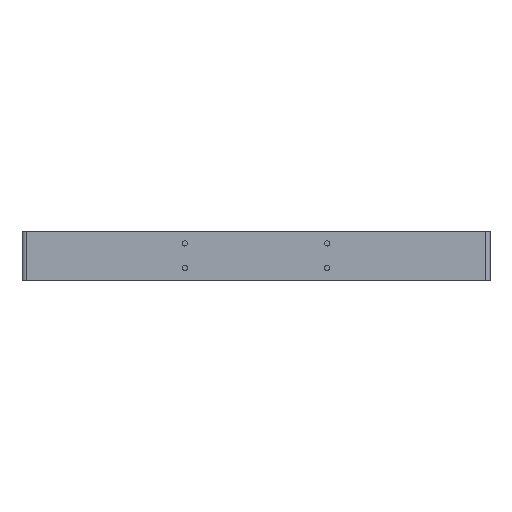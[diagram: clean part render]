
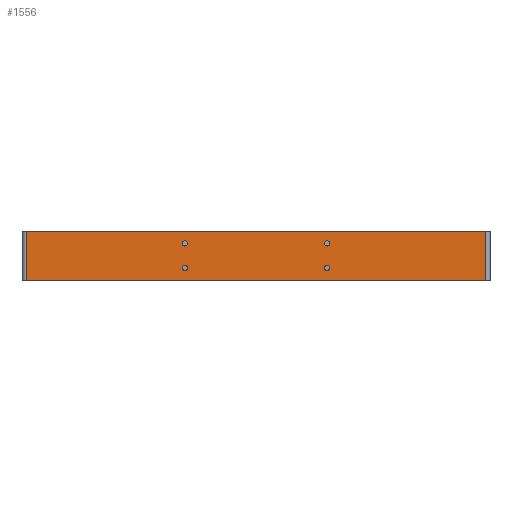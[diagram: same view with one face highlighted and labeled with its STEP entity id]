
A CAD part, top view. The second image highlights one B-rep face of the part: STEP entity #1556.
In plain terms, the highlighted planar face has unit normal (0, 0, 1).
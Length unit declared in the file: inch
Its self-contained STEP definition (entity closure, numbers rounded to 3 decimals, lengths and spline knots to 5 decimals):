
#81=LINE('',#2404,#211);
#87=LINE('',#2422,#217);
#90=LINE('',#2428,#220);
#91=LINE('',#2429,#221);
#211=VECTOR('',#1964,1.25);
#217=VECTOR('',#1988,11.727);
#220=VECTOR('',#1993,11.727);
#221=VECTOR('',#1994,1.25);
#327=PLANE('',#1696);
#395=FACE_BOUND('',#578,.T.);
#396=FACE_BOUND('',#579,.T.);
#397=FACE_BOUND('',#580,.T.);
#398=FACE_BOUND('',#581,.T.);
#458=FACE_OUTER_BOUND('',#577,.T.);
#577=EDGE_LOOP('',(#1175,#1176,#1177,#1178));
#578=EDGE_LOOP('',(#1179));
#579=EDGE_LOOP('',(#1180));
#580=EDGE_LOOP('',(#1181));
#581=EDGE_LOOP('',(#1182));
#672=CIRCLE('',#1648,0.068);
#674=CIRCLE('',#1651,0.068);
#676=CIRCLE('',#1654,0.068);
#678=CIRCLE('',#1657,0.068);
#734=VERTEX_POINT('',#2298);
#736=VERTEX_POINT('',#2303);
#738=VERTEX_POINT('',#2308);
#740=VERTEX_POINT('',#2313);
#765=VERTEX_POINT('',#2401);
#766=VERTEX_POINT('',#2403);
#769=VERTEX_POINT('',#2421);
#771=VERTEX_POINT('',#2427);
#860=EDGE_CURVE('',#734,#734,#672,.T.);
#862=EDGE_CURVE('',#736,#736,#674,.T.);
#864=EDGE_CURVE('',#738,#738,#676,.T.);
#866=EDGE_CURVE('',#740,#740,#678,.T.);
#910=EDGE_CURVE('',#766,#765,#81,.T.);
#919=EDGE_CURVE('',#766,#769,#87,.T.);
#922=EDGE_CURVE('',#771,#765,#90,.T.);
#923=EDGE_CURVE('',#771,#769,#91,.T.);
#1175=ORIENTED_EDGE('',*,*,#910,.T.);
#1176=ORIENTED_EDGE('',*,*,#922,.F.);
#1177=ORIENTED_EDGE('',*,*,#923,.T.);
#1178=ORIENTED_EDGE('',*,*,#919,.F.);
#1179=ORIENTED_EDGE('',*,*,#860,.T.);
#1180=ORIENTED_EDGE('',*,*,#862,.T.);
#1181=ORIENTED_EDGE('',*,*,#864,.T.);
#1182=ORIENTED_EDGE('',*,*,#866,.T.);
#1556=ADVANCED_FACE('',(#458,#395,#396,#397,#398),#327,.T.);
#1648=AXIS2_PLACEMENT_3D('',#2299,#1852,#1853);
#1651=AXIS2_PLACEMENT_3D('',#2304,#1858,#1859);
#1654=AXIS2_PLACEMENT_3D('',#2309,#1864,#1865);
#1657=AXIS2_PLACEMENT_3D('',#2314,#1870,#1871);
#1696=AXIS2_PLACEMENT_3D('',#2426,#1991,#1992);
#1852=DIRECTION('center_axis',(0.,0.,-1.));
#1853=DIRECTION('ref_axis',(-1.,0.,0.));
#1858=DIRECTION('center_axis',(0.,0.,-1.));
#1859=DIRECTION('ref_axis',(-1.,0.,0.));
#1864=DIRECTION('center_axis',(0.,0.,-1.));
#1865=DIRECTION('ref_axis',(-1.,0.,0.));
#1870=DIRECTION('center_axis',(0.,0.,-1.));
#1871=DIRECTION('ref_axis',(-1.,0.,0.));
#1964=DIRECTION('',(0.,1.,0.));
#1988=DIRECTION('',(-1.,0.,0.));
#1991=DIRECTION('center_axis',(0.,0.,1.));
#1992=DIRECTION('ref_axis',(1.,0.,0.));
#1993=DIRECTION('',(1.,0.,0.));
#1994=DIRECTION('',(0.,-1.,0.));
#2298=CARTESIAN_POINT('',(1.8805,-0.3125,0.074));
#2299=CARTESIAN_POINT('Origin',(1.8125,-0.3125,0.074));
#2303=CARTESIAN_POINT('',(-1.7445,-0.3125,0.074));
#2304=CARTESIAN_POINT('Origin',(-1.8125,-0.3125,0.074));
#2308=CARTESIAN_POINT('',(-1.7445,0.3125,0.074));
#2309=CARTESIAN_POINT('Origin',(-1.8125,0.3125,0.074));
#2313=CARTESIAN_POINT('',(1.8805,0.3125,0.074));
#2314=CARTESIAN_POINT('Origin',(1.8125,0.3125,0.074));
#2401=CARTESIAN_POINT('',(5.8635,0.625,0.074));
#2403=CARTESIAN_POINT('',(5.8635,-0.625,0.074));
#2404=CARTESIAN_POINT('',(5.8635,-0.3125,0.074));
#2421=CARTESIAN_POINT('',(-5.8635,-0.625,0.074));
#2422=CARTESIAN_POINT('',(5.96875,-0.625,0.074));
#2426=CARTESIAN_POINT('Origin',(0.,0.,
0.074));
#2427=CARTESIAN_POINT('',(-5.8635,0.625,0.074));
#2428=CARTESIAN_POINT('',(-5.96875,0.625,0.074));
#2429=CARTESIAN_POINT('',(-5.8635,0.3125,0.074));
